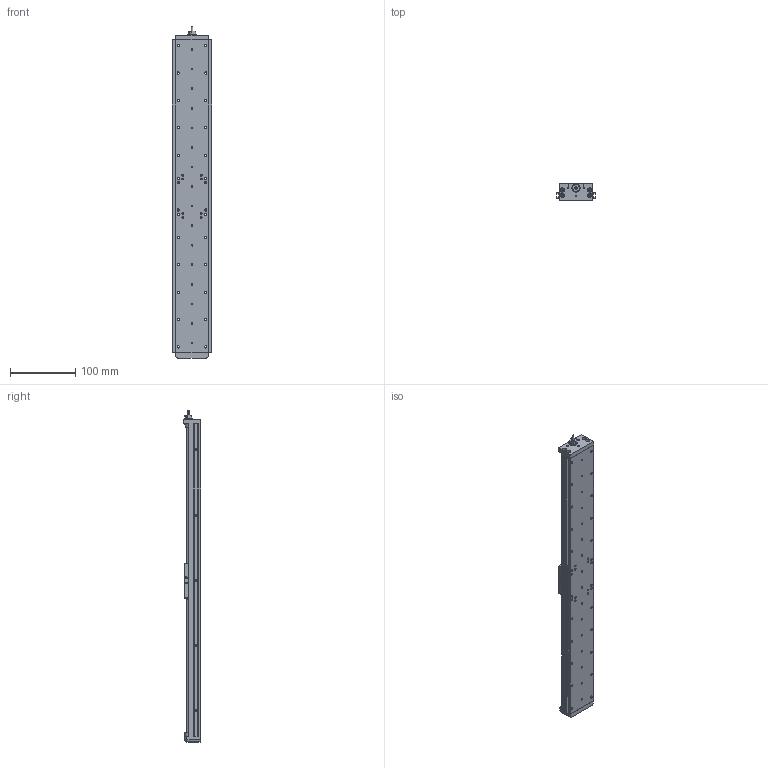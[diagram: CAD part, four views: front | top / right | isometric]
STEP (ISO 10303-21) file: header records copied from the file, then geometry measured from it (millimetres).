
FILE_DESCRIPTION (( 'STEP AP203' ), '1' );
FILE_NAME ('LAHP-25TM404LP25.step', '2020-12-09T21:57:08', ( '' ), ( '' ), 'SwSTEP 2.0', 'SolidWorks 2019', '' );
FILE_SCHEMA (( 'CONFIG_CONTROL_DESIGN' ));
Length unit declared in the file: inch
Products named in the file (3): LAHP-25TM404LP25_CARRIAGE; LAHP-25TM404LP25; LAHP-25TM404LP25_BASE
Assembly tree (2 placements, depth 2):
  LAHP-25TM404LP25
    LAHP-25TM404LP25_BASE
    LAHP-25TM404LP25_CARRIAGE
Bounding box: 60 x 26.58 x 509.16 mm (x, y, z)
Volume: 312391.8 mm3; surface area: 161353.2 mm2
Topology: 4 solids, 10 shells, 1548 faces, 3945 edges, 2526 vertices
Faces by surface type: plane 773, cylinder 572, cone 169, bspline 18, torus 16
Entity records: 48281 total; most frequent: CARTESIAN_POINT 9492, DIRECTION 8256, ORIENTED_EDGE 7774, EDGE_CURVE 3887, AXIS2_PLACEMENT_3D 2960, VERTEX_POINT 2526, LINE 2336, VECTOR 2336
